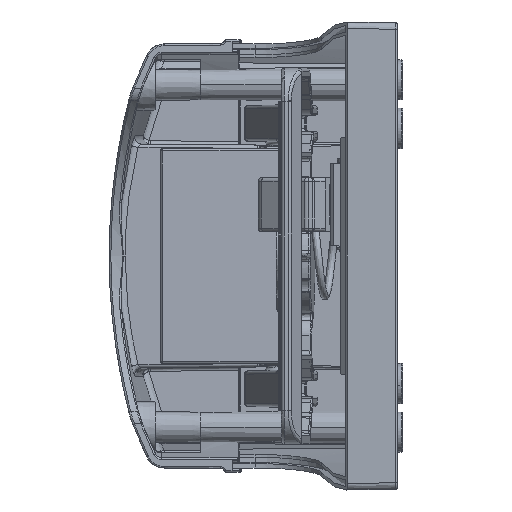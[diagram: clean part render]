
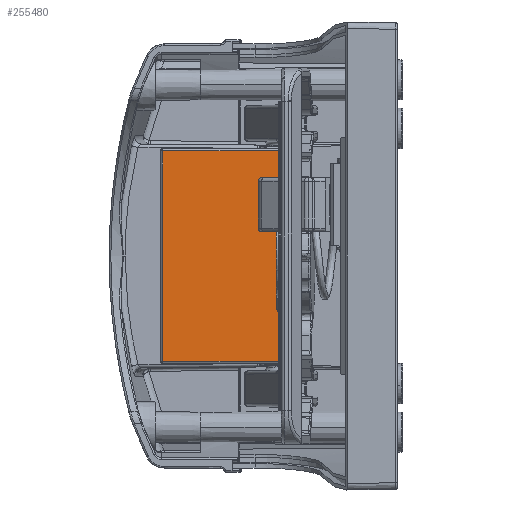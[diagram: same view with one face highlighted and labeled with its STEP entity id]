
A CAD part, left-side view. The second image highlights one B-rep face of the part: STEP entity #255480.
In plain terms, the highlighted planar face has unit normal (-1, -0.009, 0).
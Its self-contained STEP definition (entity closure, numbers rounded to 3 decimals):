
#3170 = CARTESIAN_POINT ( 'NONE',  ( 125.493, 179.172, 106.392 ) ) ;
#5436 = AXIS2_PLACEMENT_3D ( 'NONE', #138526, #198818, #81790 ) ;
#12467 = DIRECTION ( 'NONE',  ( 0., 0., 1. ) ) ;
#14151 = CARTESIAN_POINT ( 'NONE',  ( 125.835, 140.016, 170.217 ) ) ;
#15865 = ORIENTED_EDGE ( 'NONE', *, *, #224419, .T. ) ;
#29323 = VECTOR ( 'NONE', #133285, 1000. ) ;
#30449 = ORIENTED_EDGE ( 'NONE', *, *, #239708, .T. ) ;
#31677 = ORIENTED_EDGE ( 'NONE', *, *, #68350, .T. ) ;
#35270 = EDGE_LOOP ( 'NONE', ( #31677, #45028, #15865, #30449 ) ) ;
#43760 = CARTESIAN_POINT ( 'NONE',  ( 125.493, 179.172, 106.971 ) ) ;
#45028 = ORIENTED_EDGE ( 'NONE', *, *, #129723, .T. ) ;
#45626 = VECTOR ( 'NONE', #80565, 1000. ) ;
#61876 = PLANE ( 'NONE',  #5436 ) ;
#68350 = EDGE_CURVE ( 'NONE', #256978, #214951, #142863, .T. ) ;
#70437 = VERTEX_POINT ( 'NONE', #43760 ) ;
#73619 = LINE ( 'NONE', #3170, #45626 ) ;
#74406 = VECTOR ( 'NONE', #146172, 1000. ) ;
#78895 = LINE ( 'NONE', #226681, #29323 ) ;
#80565 = DIRECTION ( 'NONE',  ( 0., 0., -1. ) ) ;
#81790 = DIRECTION ( 'NONE',  ( -0.009, 1., 0. ) ) ;
#90934 = CARTESIAN_POINT ( 'NONE',  ( 125.835, 140.016, 106.971 ) ) ;
#129723 = EDGE_CURVE ( 'NONE', #214951, #70437, #73619, .T. ) ;
#133285 = DIRECTION ( 'NONE',  ( 0.009, -1., 0. ) ) ;
#133477 = VERTEX_POINT ( 'NONE', #90934 ) ;
#138526 = CARTESIAN_POINT ( 'NONE',  ( 125.221, 210.346, 163.296 ) ) ;
#142863 = LINE ( 'NONE', #188040, #74406 ) ;
#146172 = DIRECTION ( 'NONE',  ( -0.009, 1., 0. ) ) ;
#169119 = VECTOR ( 'NONE', #12467, 1000. ) ;
#188040 = CARTESIAN_POINT ( 'NONE',  ( 125.488, 179.752, 169.638 ) ) ;
#194217 = LINE ( 'NONE', #14151, #169119 ) ;
#197008 = FACE_OUTER_BOUND ( 'NONE', #35270, .T. ) ;
#198818 = DIRECTION ( 'NONE',  ( -1., -0.009, 0. ) ) ;
#210494 = CARTESIAN_POINT ( 'NONE',  ( 125.493, 179.172, 169.638 ) ) ;
#214951 = VERTEX_POINT ( 'NONE', #210494 ) ;
#224419 = EDGE_CURVE ( 'NONE', #70437, #133477, #78895, .T. ) ;
#226681 = CARTESIAN_POINT ( 'NONE',  ( 125.84, 139.436, 106.971 ) ) ;
#233348 = CARTESIAN_POINT ( 'NONE',  ( 125.835, 140.016, 169.638 ) ) ;
#239708 = EDGE_CURVE ( 'NONE', #133477, #256978, #194217, .T. ) ;
#255480 = ADVANCED_FACE ( 'NONE', ( #197008 ), #61876, .T. ) ;
#256978 = VERTEX_POINT ( 'NONE', #233348 ) ;
